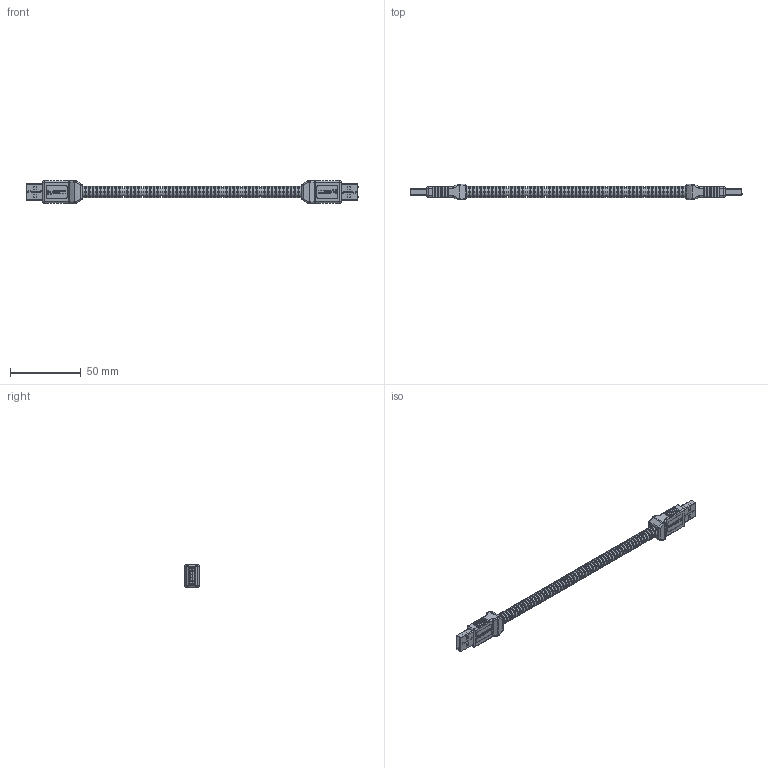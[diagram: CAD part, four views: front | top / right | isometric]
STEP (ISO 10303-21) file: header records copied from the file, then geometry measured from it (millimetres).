
FILE_DESCRIPTION (( 'STEP AP203' ), '1' );
FILE_NAME ('CSMUAA-PL.STEP', '2013-07-02T14:04:45', ( 'x' ), ( '' ), 'SwSTEP 2.0', 'SolidWorks 2012', '' );
FILE_SCHEMA (( 'CONFIG_CONTROL_DESIGN' ));
Length unit declared in the file: inch
Products named in the file (10): CSMUAA-PL; MTN-767; 1AA05-003_CRIMPED; 1AA05-003-MA5; 1AA05-003-MA4; 1AA05-003-MA3; 1AA05-003-MA2_CRIMPED; 1AA05-003-MA1; 3AC13-005_5.8 ID - 7.8 OD
Assembly tree (13 placements, depth 4):
  CSMUAA-PL
    3AC13-005_5.8 ID - 7.8 OD
    MTN-767  x2
      1AA05-003_CRIMPED
        1AA05-003-MA1
        1AA05-003-MA2_CRIMPED
        1AA05-003-MA3
        1AA05-003-MA4  x4
        1AA05-003-MA5
      MTN-767
Bounding box: 235.4 x 11 x 15.7 mm (x, y, z)
Volume: 13350.9 mm3; surface area: 17438.7 mm2
Topology: 21 solids, 21 shells, 1885 faces, 4742 edges, 2976 vertices
Faces by surface type: plane 917, cylinder 596, torus 240, bspline 80, sphere 52
Entity records: 36749 total; most frequent: CARTESIAN_POINT 7214, DIRECTION 6339, ORIENTED_EDGE 5658, EDGE_CURVE 2829, AXIS2_PLACEMENT_3D 2449, VERTEX_POINT 1776, LINE 1441, VECTOR 1441
